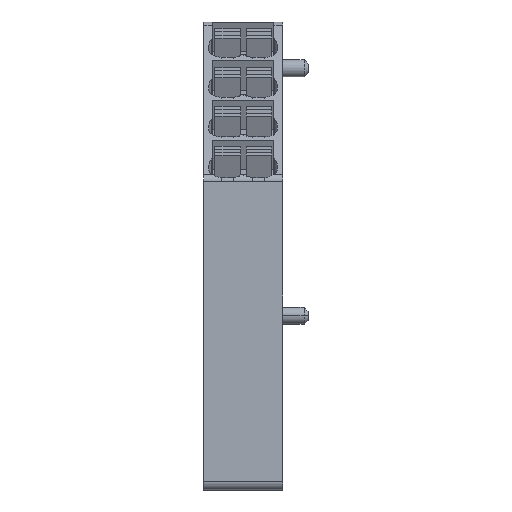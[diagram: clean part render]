
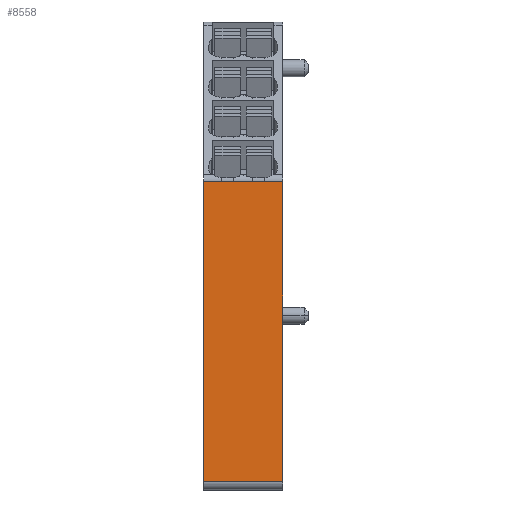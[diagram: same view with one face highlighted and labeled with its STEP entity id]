
A CAD part, front view. The second image highlights one B-rep face of the part: STEP entity #8558.
In plain terms, the highlighted planar face has unit normal (0, -1, 0).
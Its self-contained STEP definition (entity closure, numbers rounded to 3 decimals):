
#8545=AXIS2_PLACEMENT_3D('Plane Axis2P3D',#8542,#8543,#8544) ;
#2022=CARTESIAN_POINT('Vertex',(0.,0.,1.)) ;
#2025=CARTESIAN_POINT('Line Origine',(0.,0.,18.449)) ;
#2029=CARTESIAN_POINT('Vertex',(0.,0.,35.897)) ;
#3678=CARTESIAN_POINT('Vertex',(9.2,0.,35.897)) ;
#3681=CARTESIAN_POINT('Line Origine',(9.2,0.,18.449)) ;
#3685=CARTESIAN_POINT('Vertex',(9.2,0.,1.)) ;
#8530=CARTESIAN_POINT('Line Origine',(9.2,0.,1.)) ;
#8542=CARTESIAN_POINT('Axis2P3D Location',(9.2,0.,35.897)) ;
#8547=CARTESIAN_POINT('Line Origine',(4.6,0.,35.897)) ;
#2026=DIRECTION('Vector Direction',(0.,0.,-1.)) ;
#3682=DIRECTION('Vector Direction',(0.,0.,-1.)) ;
#8531=DIRECTION('Vector Direction',(1.,0.,0.)) ;
#8543=DIRECTION('Axis2P3D Direction',(0.,1.,-0.)) ;
#8544=DIRECTION('Axis2P3D XDirection',(-1.,0.,0.)) ;
#8548=DIRECTION('Vector Direction',(-1.,0.,0.)) ;
#2027=VECTOR('Line Direction',#2026,1.) ;
#3683=VECTOR('Line Direction',#3682,1.) ;
#8532=VECTOR('Line Direction',#8531,1.) ;
#8549=VECTOR('Line Direction',#8548,1.) ;
#8553=ORIENTED_EDGE('',*,*,#2031,.T.) ;
#8554=ORIENTED_EDGE('',*,*,#8534,.F.) ;
#8555=ORIENTED_EDGE('',*,*,#3687,.F.) ;
#8556=ORIENTED_EDGE('',*,*,#8551,.T.) ;
#8558=ADVANCED_FACE('V1',(#8557),#8546,.F.) ;
#2031=EDGE_CURVE('',#2030,#2023,#2028,.T.) ;
#3687=EDGE_CURVE('',#3679,#3686,#3684,.T.) ;
#8534=EDGE_CURVE('',#3686,#2023,#8533,.F.) ;
#8551=EDGE_CURVE('',#3679,#2030,#8550,.T.) ;
#8552=EDGE_LOOP('',(#8553,#8554,#8555,#8556)) ;
#8557=FACE_OUTER_BOUND('',#8552,.T.) ;
#2028=LINE('Line',#2025,#2027) ;
#3684=LINE('Line',#3681,#3683) ;
#8533=LINE('Line',#8530,#8532) ;
#8550=LINE('Line',#8547,#8549) ;
#8546=PLANE('',#8545) ;
#2023=VERTEX_POINT('',#2022) ;
#2030=VERTEX_POINT('',#2029) ;
#3679=VERTEX_POINT('',#3678) ;
#3686=VERTEX_POINT('',#3685) ;
